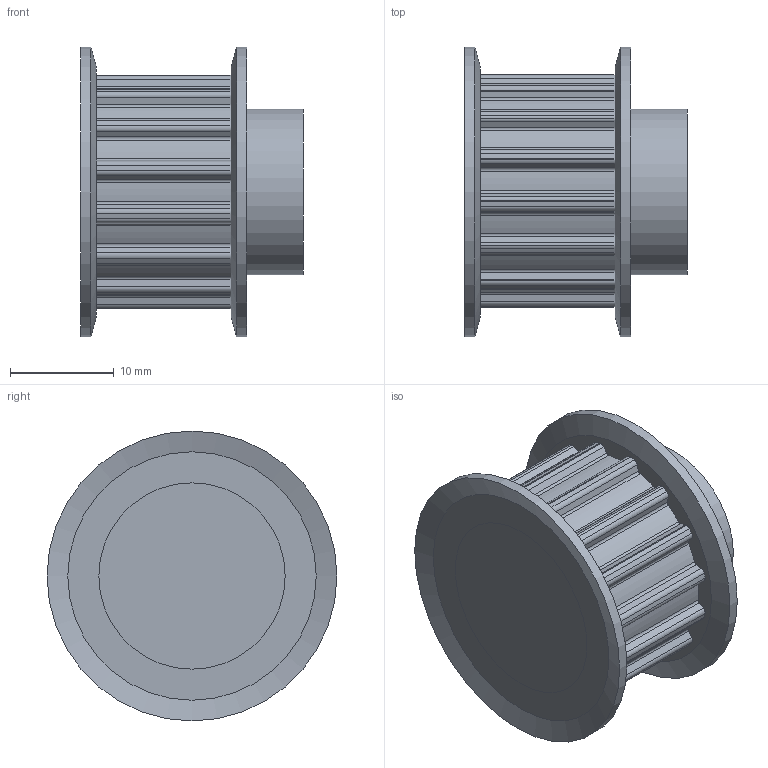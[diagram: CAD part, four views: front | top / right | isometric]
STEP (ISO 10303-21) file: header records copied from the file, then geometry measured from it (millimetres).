
FILE_DESCRIPTION(/* description */ ('Alibre Inc.'),/* implementation_level */ '2;1');
FILE_NAME(/* name */ 'export-678856EA-7E72-47E9-A4C0-28B1CD1055EA',/* time_stamp */ '2024-01-25T15:54:12+01:00',/* author */ (''),/* organization */ (''),/* preprocessor_version */ 'ST-DEVELOPER v17',/* originating_system */ 'Alibre',/* authorisation */ '');
FILE_SCHEMA (('AUTOMOTIVE_DESIGN'));
Length unit declared in the file: millimetre
Products named in the file (3): 60021015BODY; 5030000204; 60021015
Bounding box: 21.54 x 28 x 28 mm (x, y, z)
Volume: 7048.1 mm3; surface area: 3980.4 mm2
Topology: 3 solids, 3 shells, 151 faces, 430 edges, 288 vertices
Faces by surface type: cylinder 108, plane 39, cone 4
Full cylindrical faces by diameter (mm): 16 x1, 18 x4, 28 x2
Entity records: 4782 total; most frequent: DIRECTION 847, ORIENTED_EDGE 832, CARTESIAN_POINT 819, EDGE_CURVE 416, AXIS2_PLACEMENT_3D 343, VERTEX_POINT 278, VECTOR 198, LINE 198
